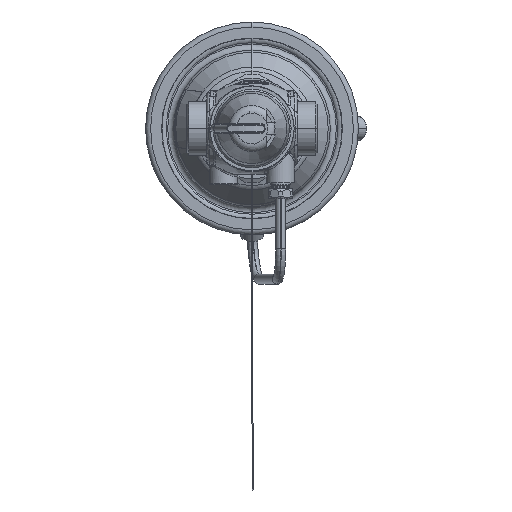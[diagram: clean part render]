
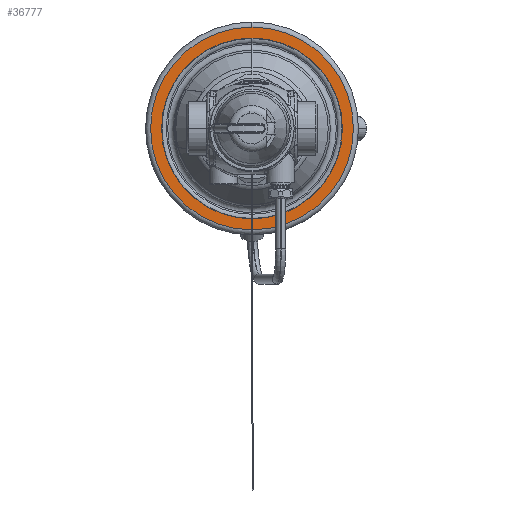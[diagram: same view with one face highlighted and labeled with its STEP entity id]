
A CAD part, front view. The second image highlights one B-rep face of the part: STEP entity #36777.
In plain terms, the highlighted planar face has unit normal (0, -1, 0).
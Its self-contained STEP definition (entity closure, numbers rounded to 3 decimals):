
#32101=CARTESIAN_POINT('',(0.,-4.5,0.));
#32102=DIRECTION('',(0.,1.,0.));
#32103=DIRECTION('',(1.,0.,0.));
#32104=AXIS2_PLACEMENT_3D('',#32101,#32102,#32103);
#32106=CARTESIAN_POINT('',(0.,-4.5,0.));
#32107=DIRECTION('',(0.,-1.,0.));
#32108=DIRECTION('',(1.,0.,0.));
#32109=AXIS2_PLACEMENT_3D('',#32106,#32107,#32108);
#32111=CARTESIAN_POINT('',(0.,-4.5,0.));
#32112=DIRECTION('',(0.,1.,0.));
#32113=DIRECTION('',(-1.,0.,0.));
#32114=AXIS2_PLACEMENT_3D('',#32111,#32112,#32113);
#32116=CARTESIAN_POINT('',(0.,-4.5,0.));
#32117=DIRECTION('',(0.,1.,0.));
#32118=DIRECTION('',(1.,0.,0.));
#32119=AXIS2_PLACEMENT_3D('',#32116,#32117,#32118);
#32782=CARTESIAN_POINT('',(45.,-4.5,0.));
#32784=VERTEX_POINT('',#32782);
#32786=CARTESIAN_POINT('',(-45.,-4.5,0.));
#32788=VERTEX_POINT('',#32786);
#32793=CARTESIAN_POINT('',(-50.5,-4.5,0.));
#32794=CARTESIAN_POINT('',(50.5,-4.5,0.));
#32795=VERTEX_POINT('',#32793);
#32796=VERTEX_POINT('',#32794);
#36764=CARTESIAN_POINT('',(0.,-4.5,0.));
#36765=DIRECTION('',(0.,-1.,0.));
#36766=DIRECTION('',(-1.,0.,0.));
#36767=AXIS2_PLACEMENT_3D('',#36764,#36765,#36766);
#36768=PLANE('',#36767);
#36769=ORIENTED_EDGE('',*,*,#32825,.T.);
#36770=ORIENTED_EDGE('',*,*,#32840,.T.);
#36771=EDGE_LOOP('',(#36769,#36770));
#36772=FACE_OUTER_BOUND('',#36771,.F.);
#36773=ORIENTED_EDGE('',*,*,#36757,.F.);
#36774=ORIENTED_EDGE('',*,*,#36746,.T.);
#36775=EDGE_LOOP('',(#36773,#36774));
#36776=FACE_BOUND('',#36775,.F.);
#36777=ADVANCED_FACE('',(#36772,#36776),#36768,.T.);
#32105=CIRCLE('',#32104,45.);
#32110=CIRCLE('',#32109,45.);
#32115=CIRCLE('',#32114,50.5);
#32120=CIRCLE('',#32119,50.5);
#32825=EDGE_CURVE('',#32795,#32796,#32115,.T.);
#32840=EDGE_CURVE('',#32796,#32795,#32120,.T.);
#36746=EDGE_CURVE('',#32784,#32788,#32110,.T.);
#36757=EDGE_CURVE('',#32784,#32788,#32105,.T.);
